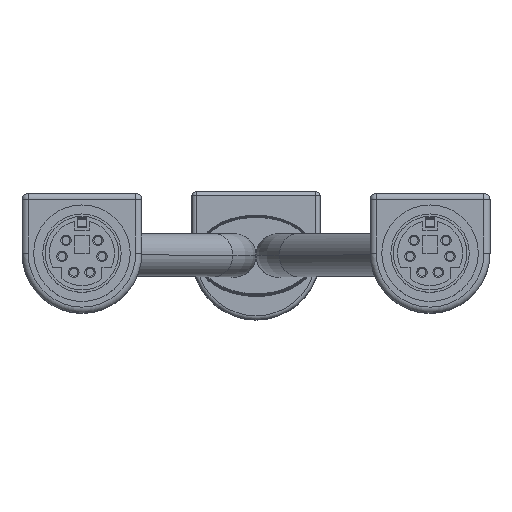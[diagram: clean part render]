
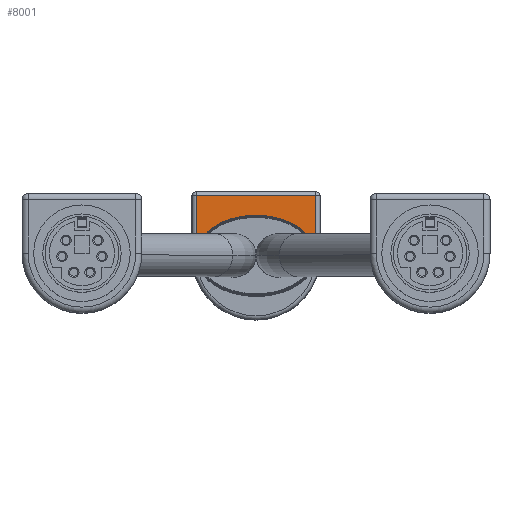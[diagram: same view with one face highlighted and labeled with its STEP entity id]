
A CAD part, top view. The second image highlights one B-rep face of the part: STEP entity #8001.
In plain terms, the highlighted face is planar.
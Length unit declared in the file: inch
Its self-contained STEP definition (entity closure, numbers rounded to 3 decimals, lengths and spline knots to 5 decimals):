
#753 = FACE_OUTER_BOUND ( 'NONE', #19356, .T. ) ;
#1164 = ORIENTED_EDGE ( 'NONE', *, *, #27801, .T. ) ;
#1175 = VERTEX_POINT ( 'NONE', #7937 ) ;
#1421 = CARTESIAN_POINT ( 'NONE',  ( -0.29496, 0.40157, -0.00919 ) ) ;
#1622 = CARTESIAN_POINT ( 'NONE',  ( 0., 0.40157, 0. ) ) ;
#2035 = VERTEX_POINT ( 'NONE', #28831 ) ;
#4017 = EDGE_CURVE ( 'NONE', #13655, #1175, #11303, .T. ) ;
#4073 = CARTESIAN_POINT ( 'NONE',  ( 0.29496, 0.40157, 0. ) ) ;
#4095 = ORIENTED_EDGE ( 'NONE', *, *, #18668, .T. ) ;
#4253 = CARTESIAN_POINT ( 'NONE',  ( -0.29496, 0.40157, -0.29496 ) ) ;
#5884 = EDGE_CURVE ( 'NONE', #1175, #2035, #14756, .T. ) ;
#5924 = ORIENTED_EDGE ( 'NONE', *, *, #5884, .T. ) ;
#6594 = CARTESIAN_POINT ( 'NONE',  ( -0.18146, 0.40157, -0.15993 ) ) ;
#6668 = LINE ( 'NONE', #4073, #23018 ) ;
#6698 = CARTESIAN_POINT ( 'NONE',  ( 0.18146, 0.40157, -0.15993 ) ) ;
#6792 = CARTESIAN_POINT ( 'NONE',  ( 0.03865, 0.40157, -0.2 ) ) ;
#7694 = AXIS2_PLACEMENT_3D ( 'NONE', #1622, #8383, #17784 ) ;
#7937 = CARTESIAN_POINT ( 'NONE',  ( -0.29496, 0.40157, -0.00919 ) ) ;
#8001 = ADVANCED_FACE ( 'NONE', ( #753 ), #20215, .F. ) ;
#8383 = DIRECTION ( 'NONE',  ( 0., -1., 0. ) ) ;
#8909 = CARTESIAN_POINT ( 'NONE',  ( -0.14871, 0.40157, -0.17476 ) ) ;
#9013 = CARTESIAN_POINT ( 'NONE',  ( 0.25625, 0.40157, -0.10023 ) ) ;
#9099 = CARTESIAN_POINT ( 'NONE',  ( 0.28586, 0.40157, -0.05518 ) ) ;
#10363 = DIRECTION ( 'NONE',  ( -1., 0., 0. ) ) ;
#10709 = VECTOR ( 'NONE', #10363, 39.37008 ) ;
#11056 = CARTESIAN_POINT ( 'NONE',  ( 0.23478, 0.40157, -0.122 ) ) ;
#11240 = CARTESIAN_POINT ( 'NONE',  ( 0.22246, 0.40157, -0.13217 ) ) ;
#11303 = LINE ( 'NONE', #19140, #29770 ) ;
#13384 = CARTESIAN_POINT ( 'NONE',  ( -0.28586, 0.40157, -0.05518 ) ) ;
#13655 = VERTEX_POINT ( 'NONE', #4253 ) ;
#14756 = B_SPLINE_CURVE_WITH_KNOTS ( 'NONE', 3,
 ( #1421, #20603, #13384, #27647, #20708, #24970, #27247, #6594, #8909, #25167, #29968, #6792, #22940, #20800, #6698, #11240, #11056, #9013, #29582, #9099, #22755, #15751 ),
 .UNSPECIFIED., .F., .F.,
 ( 4, 2, 2, 2, 2, 2, 2, 2, 2, 2, 4 ),
 ( 0.02017, 0.02238, 0.02363, 0.02489, 0.02739, 0.0299, 0.0324, 0.03491, 0.03616, 0.03741, 0.03962 ),
 .UNSPECIFIED. ) ;
#15751 = CARTESIAN_POINT ( 'NONE',  ( 0.29496, 0.40157, -0.00919 ) ) ;
#17784 = DIRECTION ( 'NONE',  ( 0., 0., -1. ) ) ;
#18668 = EDGE_CURVE ( 'NONE', #2035, #28597, #6668, .T. ) ;
#18972 = ORIENTED_EDGE ( 'NONE', *, *, #4017, .T. ) ;
#19140 = CARTESIAN_POINT ( 'NONE',  ( -0.29496, 0.40157, 0. ) ) ;
#19239 = CARTESIAN_POINT ( 'NONE',  ( 0., 0.40157, -0.29496 ) ) ;
#19356 = EDGE_LOOP ( 'NONE', ( #1164, #18972, #5924, #4095 ) ) ;
#20215 = PLANE ( 'NONE',  #7694 ) ;
#20523 = LINE ( 'NONE', #19239, #10709 ) ;
#20603 = CARTESIAN_POINT ( 'NONE',  ( -0.29338, 0.40157, -0.03228 ) ) ;
#20708 = CARTESIAN_POINT ( 'NONE',  ( -0.25625, 0.40157, -0.10023 ) ) ;
#20800 = CARTESIAN_POINT ( 'NONE',  ( 0.14871, 0.40157, -0.17476 ) ) ;
#22755 = CARTESIAN_POINT ( 'NONE',  ( 0.29338, 0.40157, -0.03228 ) ) ;
#22940 = CARTESIAN_POINT ( 'NONE',  ( 0.07729, 0.40157, -0.19479 ) ) ;
#23018 = VECTOR ( 'NONE', #25694, 39.37008 ) ;
#24970 = CARTESIAN_POINT ( 'NONE',  ( -0.23478, 0.40157, -0.122 ) ) ;
#25167 = CARTESIAN_POINT ( 'NONE',  ( -0.07729, 0.40157, -0.19479 ) ) ;
#25480 = CARTESIAN_POINT ( 'NONE',  ( 0.29496, 0.40157, -0.29496 ) ) ;
#25694 = DIRECTION ( 'NONE',  ( 0., 0., -1. ) ) ;
#27247 = CARTESIAN_POINT ( 'NONE',  ( -0.22246, 0.40157, -0.13217 ) ) ;
#27647 = CARTESIAN_POINT ( 'NONE',  ( -0.2654, 0.40157, -0.08863 ) ) ;
#27801 = EDGE_CURVE ( '??1', #28597, #13655, #20523, .T. ) ;
#28582 = DIRECTION ( 'NONE',  ( 0., 0., 1. ) ) ;
#28597 = VERTEX_POINT ( 'NONE', #25480 ) ;
#28831 = CARTESIAN_POINT ( 'NONE',  ( 0.29496, 0.40157, -0.00919 ) ) ;
#29582 = CARTESIAN_POINT ( 'NONE',  ( 0.2654, 0.40157, -0.08863 ) ) ;
#29770 = VECTOR ( 'NONE', #28582, 39.37008 ) ;
#29968 = CARTESIAN_POINT ( 'NONE',  ( -0.03865, 0.40157, -0.2 ) ) ;
